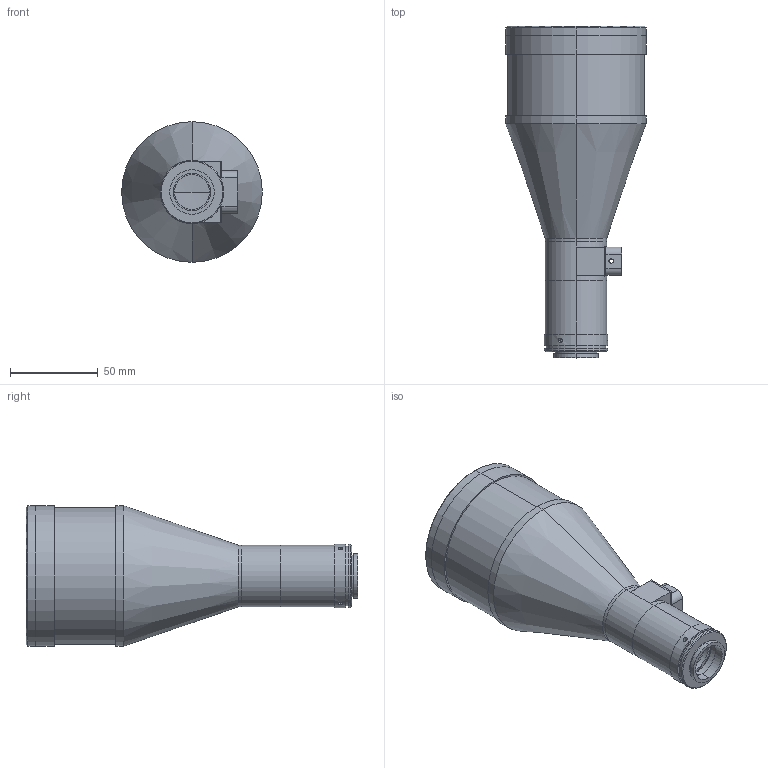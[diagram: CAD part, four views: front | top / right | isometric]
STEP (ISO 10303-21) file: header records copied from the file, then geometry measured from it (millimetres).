
FILE_DESCRIPTION (( 'STEP AP203' ), '1' );
FILE_NAME ('XF-5MDT02X178D.STEP', '2016-12-30T05:46:24', ( 'jiangying' ), ( '' ), 'SwSTEP 2.0', 'SolidWorks 2014', '' );
FILE_SCHEMA (( 'CONFIG_CONTROL_DESIGN' ));
Length unit declared in the file: millimetre
Products named in the file (1): XF-5MDT02X178D
Bounding box: 80 x 188.8 x 80 mm (x, y, z)
Surface area: 49413 mm2 (no closed solid volume)
Topology: 0 solids, 15 shells, 130 faces, 354 edges, 240 vertices
Faces by surface type: cylinder 71, plane 47, cone 8, sphere 4
Entity records: 4513 total; most frequent: CARTESIAN_POINT 1029, DIRECTION 782, ORIENTED_EDGE 606, EDGE_CURVE 354, AXIS2_PLACEMENT_3D 313, VERTEX_POINT 240, CIRCLE 182, EDGE_LOOP 162
